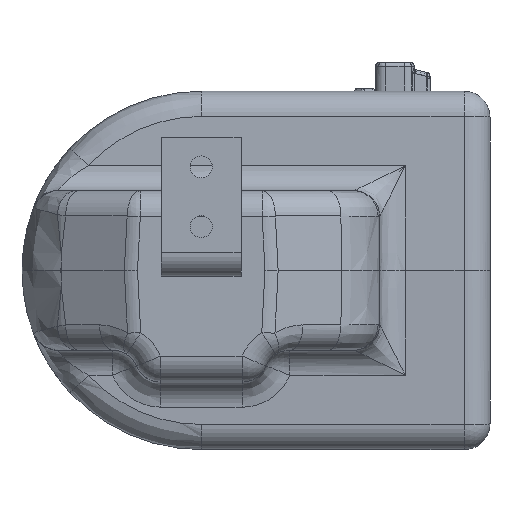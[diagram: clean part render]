
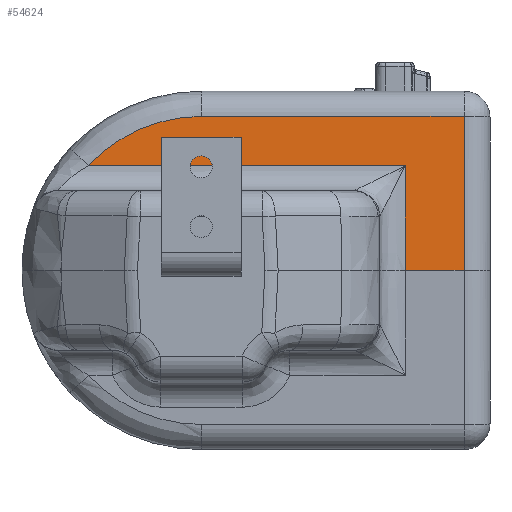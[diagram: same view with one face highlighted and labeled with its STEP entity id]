
A CAD part, left-side view. The second image highlights one B-rep face of the part: STEP entity #54624.
In plain terms, the highlighted face is planar.
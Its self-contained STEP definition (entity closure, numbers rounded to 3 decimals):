
#373 = AXIS2_PLACEMENT_3D ( 'NONE', #13482, #13465, #13504 ) ;
#13406 = PLANE ( 'NONE',  #373 ) ;
#13465 = DIRECTION ( 'NONE',  ( 0.026, 0., 1. ) ) ;
#13482 = CARTESIAN_POINT ( 'NONE',  ( 0., 0., 198. ) ) ;
#13504 = DIRECTION ( 'NONE',  ( 1., 0., -0.026 ) ) ;
#16266 = CARTESIAN_POINT ( 'NONE',  ( 77.34, 145., 195.975 ) ) ;
#16281 = DIRECTION ( 'NONE',  ( 0., 1., 0. ) ) ;
#16410 = DIRECTION ( 'NONE',  ( 1., 0., -0.026 ) ) ;
#16432 = CARTESIAN_POINT ( 'NONE',  ( 77.34, 13., 195.975 ) ) ;
#16448 = CARTESIAN_POINT ( 'NONE',  ( 77.34, 166.764, 195.975 ) ) ;
#16529 = CARTESIAN_POINT ( 'NONE',  ( 77.34, 145., 195.975 ) ) ;
#16542 = CARTESIAN_POINT ( 'NONE',  ( 68.628, 186.707, 196.203 ) ) ;
#16642 = CARTESIAN_POINT ( 'NONE',  ( 52.66, 201.495, 196.621 ) ) ;
#16689 = CARTESIAN_POINT ( 'NONE',  ( 0., 42.467, 198. ) ) ;
#16699 = CARTESIAN_POINT ( 'NONE',  ( 35.106, 42.487, 197.081 ) ) ;
#16765 = CARTESIAN_POINT ( 'NONE',  ( 52.66, 42.497, 196.621 ) ) ;
#16768 = CARTESIAN_POINT ( 'NONE',  ( 17.553, 42.477, 197.54 ) ) ;
#16855 = CARTESIAN_POINT ( 'NONE',  ( 52.66, 55., 196.621 ) ) ;
#16945 = DIRECTION ( 'NONE',  ( 0., -1., 0. ) ) ;
#19123 =( BOUNDED_CURVE ( )  B_SPLINE_CURVE ( 3, ( #16529, #16448, #16542, #16642 ),
 .UNSPECIFIED., .F., .T. ) 
 B_SPLINE_CURVE_WITH_KNOTS ( ( 4, 4 ),
 ( 0., 0.824 ),
 .UNSPECIFIED. ) 
 CURVE ( )  GEOMETRIC_REPRESENTATION_ITEM ( )  RATIONAL_B_SPLINE_CURVE ( ( 1., 0.944, 0.944, 1. ) ) 
 REPRESENTATION_ITEM ( '' )  );
#24826 = VERTEX_POINT ( 'NONE', #29817 ) ;
#24873 = VERTEX_POINT ( 'NONE', #29800 ) ;
#28371 = ORIENTED_EDGE ( 'NONE', *, *, #35509, .T. ) ;
#28382 = ORIENTED_EDGE ( 'NONE', *, *, #62706, .F. ) ;
#28391 = ORIENTED_EDGE ( 'NONE', *, *, #35498, .T. ) ;
#28428 = ORIENTED_EDGE ( 'NONE', *, *, #35458, .T. ) ;
#28430 = ORIENTED_EDGE ( 'NONE', *, *, #35483, .T. ) ;
#28465 = ORIENTED_EDGE ( 'NONE', *, *, #35414, .T. ) ;
#29800 = CARTESIAN_POINT ( 'NONE',  ( 52.66, 201.495, 196.621 ) ) ;
#29817 = CARTESIAN_POINT ( 'NONE',  ( 52.66, 42.497, 196.621 ) ) ;
#30509 = CARTESIAN_POINT ( 'NONE',  ( 77.34, 13., 195.975 ) ) ;
#30537 = CARTESIAN_POINT ( 'NONE',  ( 77.34, 145., 195.975 ) ) ;
#30580 = CARTESIAN_POINT ( 'NONE',  ( 0., 42.467, 198. ) ) ;
#30665 = CARTESIAN_POINT ( 'NONE',  ( 0., 13., 198. ) ) ;
#31713 = VECTOR ( 'NONE', #16281, 1000. ) ;
#31808 = LINE ( 'NONE', #16266, #31713 ) ;
#31853 = VECTOR ( 'NONE', #16410, 1000. ) ;
#31954 = VECTOR ( 'NONE', #16945, 1000. ) ;
#31983 = LINE ( 'NONE', #16855, #31954 ) ;
#32011 = LINE ( 'NONE', #16432, #31853 ) ;
#33342 = FACE_OUTER_BOUND ( 'NONE', #39633, .T. ) ;
#33942 = VERTEX_POINT ( 'NONE', #30580 ) ;
#33944 = VERTEX_POINT ( 'NONE', #30509 ) ;
#33975 = VERTEX_POINT ( 'NONE', #30537 ) ;
#33980 = VERTEX_POINT ( 'NONE', #30665 ) ;
#35414 = EDGE_CURVE ( 'NONE', #33944, #33975, #31808, .T. ) ;
#35458 = EDGE_CURVE ( 'NONE', #33980, #33944, #32011, .T. ) ;
#35483 = EDGE_CURVE ( 'NONE', #33975, #24873, #19123, .T. ) ;
#35498 = EDGE_CURVE ( 'NONE', #24826, #33942, #65885, .T. ) ;
#35509 = EDGE_CURVE ( 'NONE', #24873, #24826, #31983, .T. ) ;
#39633 = EDGE_LOOP ( 'NONE', ( #28382, #28428, #28465, #28430, #28371, #28391 ) ) ;
#50481 = LINE ( 'NONE', #51482, #50538 ) ;
#50538 = VECTOR ( 'NONE', #51466, 1000. ) ;
#51466 = DIRECTION ( 'NONE',  ( 0., 1., 0. ) ) ;
#51482 = CARTESIAN_POINT ( 'NONE',  ( 0., 0., 198. ) ) ;
#54624 = ADVANCED_FACE ( 'NONE', ( #33342 ), #13406, .T. ) ;
#62706 = EDGE_CURVE ( 'NONE', #33980, #33942, #50481, .T. ) ;
#65885 = B_SPLINE_CURVE_WITH_KNOTS ( 'NONE', 3,
 ( #16765, #16699, #16768, #16689 ),
 .UNSPECIFIED., .F., .F.,
 ( 4, 4 ),
 ( 0., 0.053 ),
 .UNSPECIFIED. ) ;
